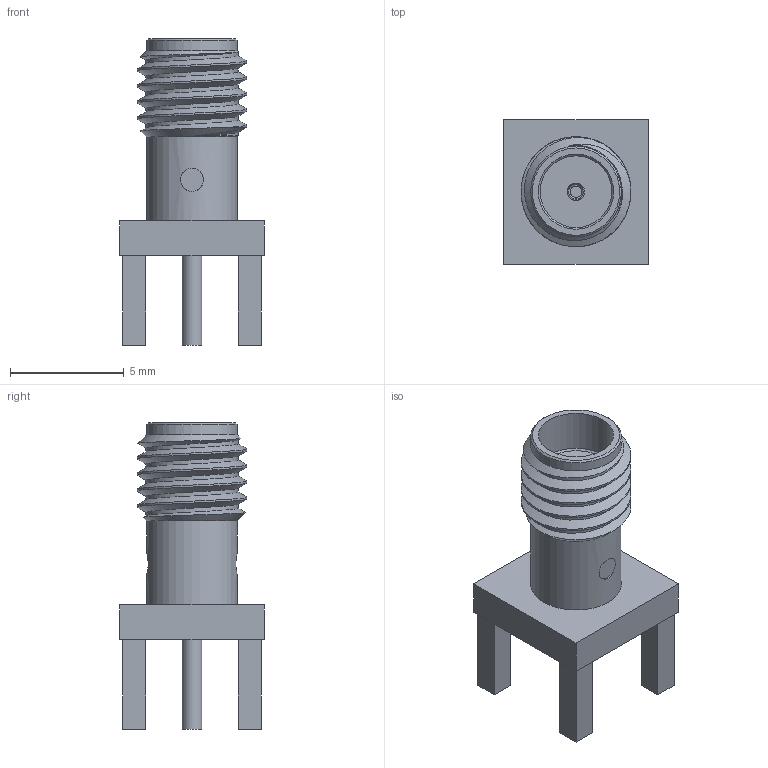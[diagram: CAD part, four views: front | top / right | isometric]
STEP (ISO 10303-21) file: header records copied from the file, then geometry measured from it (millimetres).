
FILE_DESCRIPTION (( 'STEP AP203' ), '1' );
FILE_NAME ('FMCN44218_3D.step', '2022-12-02T18:23:26', ( '' ), ( '' ), 'SwSTEP 2.0', 'SolidWorks 2021', '' );
FILE_SCHEMA (( 'CONFIG_CONTROL_DESIGN' ));
Length unit declared in the file: inch
Products named in the file (1): FMCN44218_3D
Bounding box: 6.35 x 6.35 x 13.46 mm (x, y, z)
Volume: 170.5 mm3; surface area: 352.9 mm2
Topology: 1 solids, 1 shells, 62 faces, 145 edges, 96 vertices
Faces by surface type: plane 41, cylinder 12, cone 6, bspline 3
Full cylindrical faces by diameter (mm): 0.508 x1, 0.762 x1, 0.864 x1, 3.15 x1, 3.302 x1, 3.988 x2
Entity records: 3576 total; most frequent: CARTESIAN_POINT 2175, DIRECTION 260, ORIENTED_EDGE 256, EDGE_CURVE 128, AXIS2_PLACEMENT_3D 90, VERTEX_POINT 90, EDGE_LOOP 84, LINE 80
